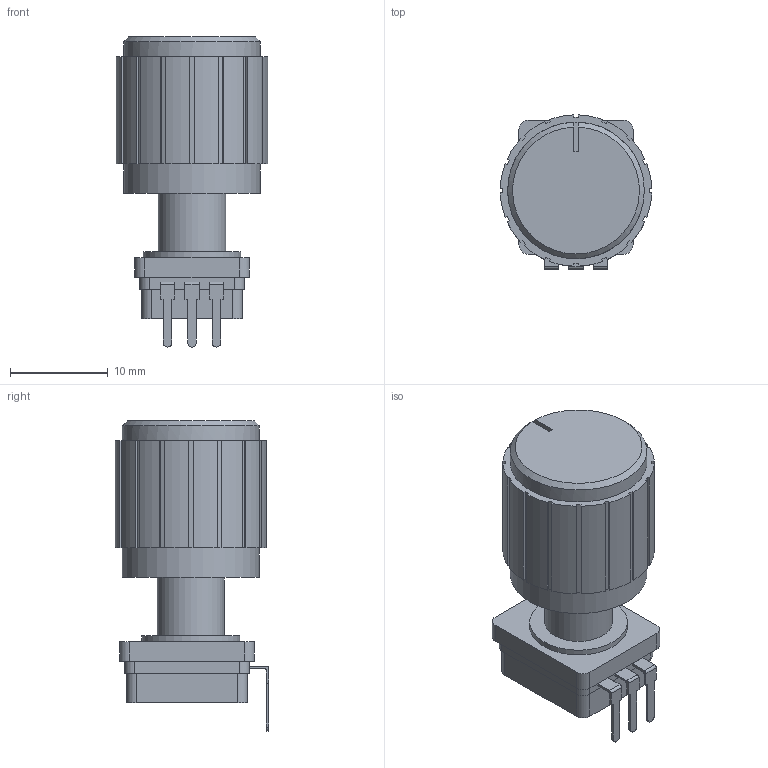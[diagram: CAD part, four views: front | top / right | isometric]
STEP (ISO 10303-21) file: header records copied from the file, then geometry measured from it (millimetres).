
FILE_DESCRIPTION(/* description */ (''),/* implementation_level */ '2;1');
FILE_NAME(/* name */ 'Rotary encoder.step',/* time_stamp */ '2020-09-15T16:02:07-07:00',/* author */ (''),/* organization */ (''),/* preprocessor_version */ 'ST-DEVELOPER v18.1',/* originating_system */ 'Autodesk Translation Framework v9.3.0.1241',/* authorisation */ '');
FILE_SCHEMA (('AUTOMOTIVE_DESIGN { 1 0 10303 214 3 1 1 }'));
Length unit declared in the file: millimetre
Products named in the file (1): Rotary encoder
Bounding box: 15.49 x 15.75 x 31.75 mm (x, y, z)
Volume: 4008.4 mm3; surface area: 3385.5 mm2
Topology: 11 solids, 12 shells, 169 faces, 426 edges, 283 vertices
Faces by surface type: plane 121, cylinder 44, cone 4
Full cylindrical faces by diameter (mm): 4.5 x1, 6 x2, 6.908 x1, 10 x1, 14 x2
Entity records: 5104 total; most frequent: CARTESIAN_POINT 887, DIRECTION 860, ORIENTED_EDGE 852, EDGE_CURVE 426, LINE 324, VECTOR 324, VERTEX_POINT 283, AXIS2_PLACEMENT_3D 268
